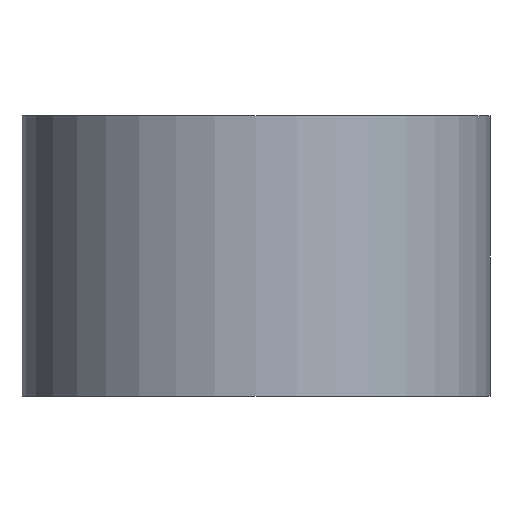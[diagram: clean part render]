
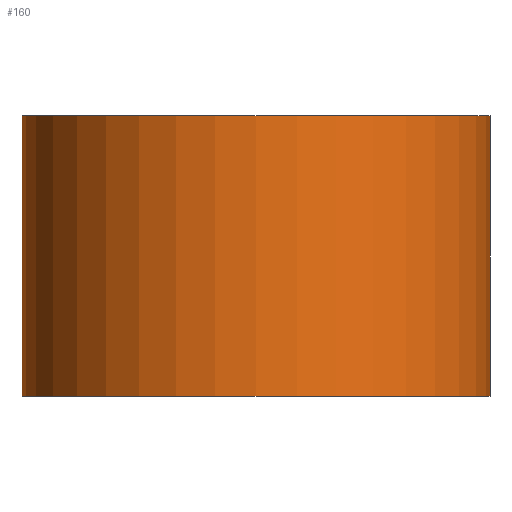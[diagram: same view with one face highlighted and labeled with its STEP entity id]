
A CAD part, front view. The second image highlights one B-rep face of the part: STEP entity #160.
In plain terms, the highlighted cylindrical face has radius 5 mm (diameter 10 mm), a partial arc.
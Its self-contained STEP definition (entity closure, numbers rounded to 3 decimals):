
#12 = DIRECTION ( 'NONE',  ( 1., 0., 0. ) ) ;
#26 = AXIS2_PLACEMENT_3D ( 'NONE', #40, #317, #12 ) ;
#35 = VECTOR ( 'NONE', #270, 1000. ) ;
#40 = CARTESIAN_POINT ( 'NONE',  ( 0., 0., 21. ) ) ;
#42 = CARTESIAN_POINT ( 'NONE',  ( 0., 0., 21. ) ) ;
#46 = LINE ( 'NONE', #100, #108 ) ;
#50 = FACE_OUTER_BOUND ( 'NONE', #184, .T. ) ;
#53 = ORIENTED_EDGE ( 'NONE', *, *, #217, .T. ) ;
#69 = CARTESIAN_POINT ( 'NONE',  ( 0., 0., 15. ) ) ;
#72 = ORIENTED_EDGE ( 'NONE', *, *, #103, .F. ) ;
#80 = VERTEX_POINT ( 'NONE', #167 ) ;
#100 = CARTESIAN_POINT ( 'NONE',  ( -5., 0., 21. ) ) ;
#103 = EDGE_CURVE ( 'NONE', #122, #80, #238, .T. ) ;
#108 = VECTOR ( 'NONE', #127, 1000. ) ;
#122 = VERTEX_POINT ( 'NONE', #292 ) ;
#127 = DIRECTION ( 'NONE',  ( 0., 0., -1. ) ) ;
#152 = EDGE_CURVE ( 'NONE', #249, #198, #206, .T. ) ;
#153 = DIRECTION ( 'NONE',  ( 0., 0., -1. ) ) ;
#160 = ADVANCED_FACE ( 'NONE', ( #50 ), #279, .T. ) ;
#167 = CARTESIAN_POINT ( 'NONE',  ( 5., 0., 21. ) ) ;
#183 = ORIENTED_EDGE ( 'NONE', *, *, #272, .F. ) ;
#184 = EDGE_LOOP ( 'NONE', ( #183, #72, #53, #220 ) ) ;
#198 = VERTEX_POINT ( 'NONE', #321 ) ;
#199 = CARTESIAN_POINT ( 'NONE',  ( 5., 0., 15. ) ) ;
#206 = CIRCLE ( 'NONE', #261, 5. ) ;
#212 = DIRECTION ( 'NONE',  ( 0., 0., -1. ) ) ;
#213 = LINE ( 'NONE', #299, #35 ) ;
#217 = EDGE_CURVE ( 'NONE', #122, #198, #46, .T. ) ;
#220 = ORIENTED_EDGE ( 'NONE', *, *, #152, .F. ) ;
#238 = CIRCLE ( 'NONE', #26, 5. ) ;
#244 = DIRECTION ( 'NONE',  ( -1., 0., 0. ) ) ;
#249 = VERTEX_POINT ( 'NONE', #199 ) ;
#261 = AXIS2_PLACEMENT_3D ( 'NONE', #69, #153, #244 ) ;
#270 = DIRECTION ( 'NONE',  ( 0., 0., -1. ) ) ;
#272 = EDGE_CURVE ( 'NONE', #80, #249, #213, .T. ) ;
#279 = CYLINDRICAL_SURFACE ( 'NONE', #287, 5. ) ;
#287 = AXIS2_PLACEMENT_3D ( 'NONE', #42, #212, #315 ) ;
#292 = CARTESIAN_POINT ( 'NONE',  ( -5., 0., 21. ) ) ;
#299 = CARTESIAN_POINT ( 'NONE',  ( 5., 0., 21. ) ) ;
#315 = DIRECTION ( 'NONE',  ( -1., 0., 0. ) ) ;
#317 = DIRECTION ( 'NONE',  ( 0., 0., 1. ) ) ;
#321 = CARTESIAN_POINT ( 'NONE',  ( -5., 0., 15. ) ) ;
